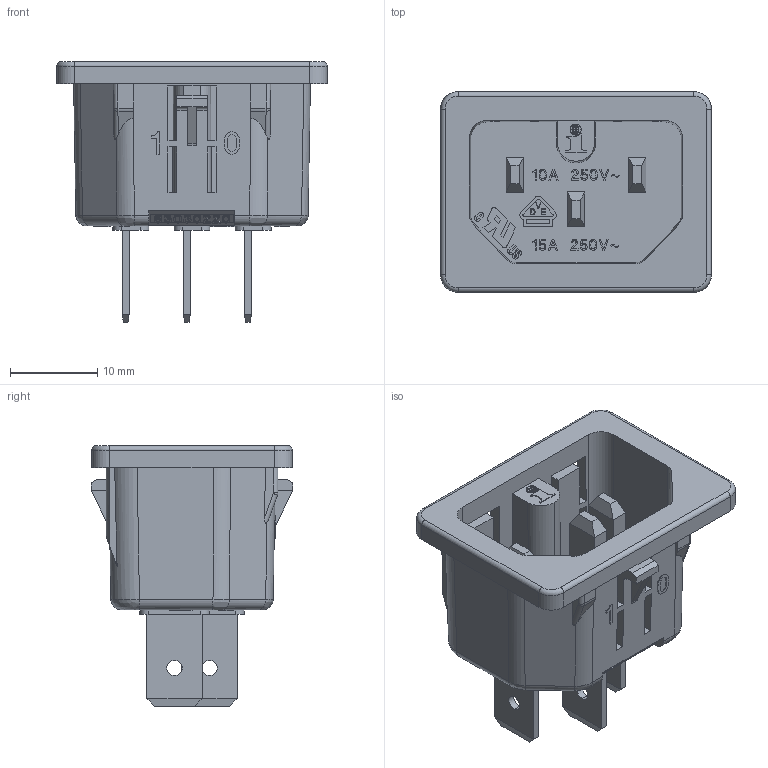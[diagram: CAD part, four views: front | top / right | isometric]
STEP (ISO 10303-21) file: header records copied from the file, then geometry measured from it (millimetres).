
FILE_DESCRIPTION(('Creo Elements/Direct Modeling STEP Export'),'2;1');
FILE_NAME('83030220_R5_C16_Snap-In_1.0mm_QD_12-15-17.stp','2017-12-15T10:36:26',(''),(''),'PTC Creo Elements/Direct Modeling STEP processor for AP214 (Solid Model)','PTC Creo Elements/Direct Modeling 19.0D 23-Nov-2015 (C) Parametric Technology GmbH','');
FILE_SCHEMA(('AUTOMOTIVE_DESIGN { 1 0 10303 214 1 1 1 1 }'));
Length unit declared in the file: millimetre
Products named in the file (6): C16_Snap-in_BODY_1.0mm_R5_12-14-17; 55030530_R3_Contact_QD_GND_1-18-16; Contacts_Measured_L-N_QD.1; Contacts_C14-C16_QD_Assy; Part-Number-Insert_83030220; 83030220_R5_C16_Snap-in_QD_1.0mm_12-14-17
Assembly tree (6 placements, depth 3):
  83030220_R5_C16_Snap-in_QD_1.0mm_12-14-17
    Part-Number-Insert_83030220
    Contacts_C14-C16_QD_Assy
      Contacts_Measured_L-N_QD.1  x2
      55030530_R3_Contact_QD_GND_1-18-16
    C16_Snap-in_BODY_1.0mm_R5_12-14-17
Bounding box: 31 x 23.08 x 29.83 mm (x, y, z)
Volume: 3946 mm3; surface area: 5648.3 mm2
Topology: 5 solids, 5 shells, 1780 faces, 5025 edges, 3334 vertices
Faces by surface type: plane 1614, cylinder 119, extrusion 29, bspline 12, torus 4, cone 2
Entity records: 59250 total; most frequent: CARTESIAN_POINT 13426, ORIENTED_EDGE 9928, DIRECTION 8443, EDGE_CURVE 4964, VECTOR 4637, LINE 4608, VERTEX_POINT 3296, AXIS2_PLACEMENT_3D 1903
